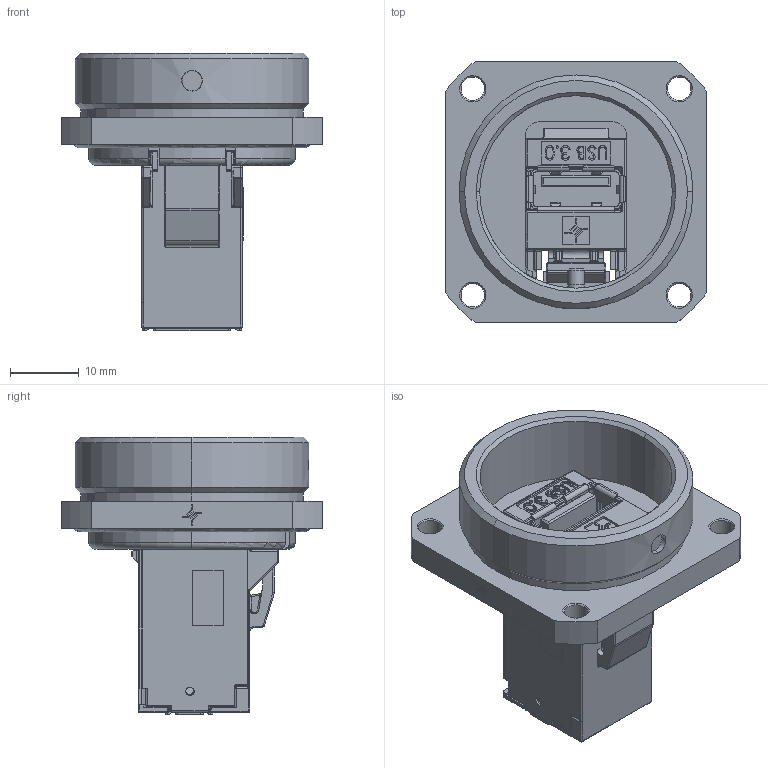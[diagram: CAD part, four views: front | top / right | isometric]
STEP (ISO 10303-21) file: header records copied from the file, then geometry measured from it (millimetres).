
FILE_DESCRIPTION (( 'STEP AP214' ), '1' );
FILE_NAME ('J60020A0004H50.STEP', '2015-12-11T10:28:01', ( 'Wartung1' ), ( '' ), 'SwSTEP 2.0', 'SolidWorks 2015', '' );
FILE_SCHEMA (( 'AUTOMOTIVE_DESIGN' ));
Length unit declared in the file: millimetre
Products named in the file (12): J00029A0107H50; b00003A0116; G01001A0010H50_F佱e nicht gebogen; J00000A0095_F佱e nicht gebogen; C06000A0077; B00043A0061_Variante Klick; H66000A0000; B07015A0010_aufgeweitet auf D=30; F60071A0000; B04001A0419; B04006A0412; J60020A0004H50
Assembly tree (12 placements, depth 4):
  J60020A0004H50
    H66000A0000
      F60071A0000
        B04006A0412
        B04001A0419
      B07015A0010_aufgeweitet auf D=30
    J00029A0107H50
      B00043A0061_Variante Klick
      G01001A0010H50_F佱e nicht gebogen
        C06000A0077
        J00000A0095_F佱e nicht gebogen  x2
      b00003A0116
Bounding box: 38.01 x 38 x 40.35 mm (x, y, z)
Volume: 11992.6 mm3; surface area: 17397.2 mm2
Topology: 8 solids, 8 shells, 1925 faces, 5074 edges, 3167 vertices
Faces by surface type: plane 955, cylinder 639, bspline 188, torus 68, sphere 49, cone 26
Entity records: 58273 total; most frequent: CARTESIAN_POINT 18701, ORIENTED_EDGE 8510, DIRECTION 7535, EDGE_CURVE 4255, LINE 2717, VECTOR 2717, VERTEX_POINT 2675, AXIS2_PLACEMENT_3D 2409
